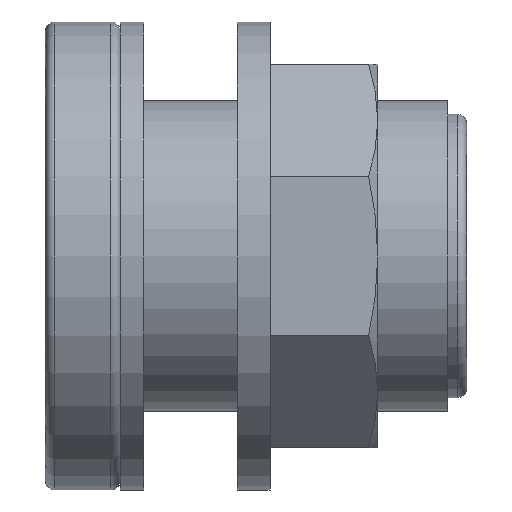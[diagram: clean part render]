
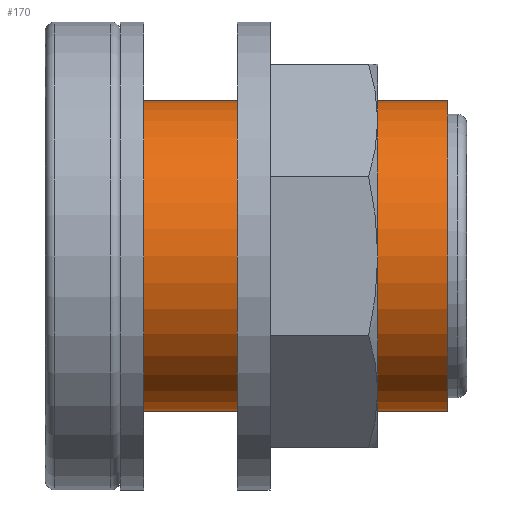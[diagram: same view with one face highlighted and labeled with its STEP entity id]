
A CAD part, left-side view. The second image highlights one B-rep face of the part: STEP entity #170.
In plain terms, the highlighted cylindrical face has radius 16.625 mm (diameter 33.249 mm), a partial arc.
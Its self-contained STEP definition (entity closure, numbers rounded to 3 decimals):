
#82 = VERTEX_POINT ( 'NONE', #974 ) ;
#83 = VERTEX_POINT ( 'NONE', #973 ) ;
#85 = EDGE_CURVE ( 'NONE', #83, #654, #972, .T. ) ;
#142 = EDGE_CURVE ( 'NONE', #82, #657, #1118, .T. ) ;
#149 = ORIENTED_EDGE ( 'NONE', *, *, #142, .T. ) ;
#150 = ORIENTED_EDGE ( 'NONE', *, *, #656, .T. ) ;
#170 = ADVANCED_FACE ( 'NONE', ( #1226 ), #1271, .T. ) ;
#171 = EDGE_LOOP ( 'NONE', ( #172, #173, #149, #150 ) ) ;
#172 = ORIENTED_EDGE ( 'NONE', *, *, #85, .F. ) ;
#173 = ORIENTED_EDGE ( 'NONE', *, *, #174, .T. ) ;
#174 = EDGE_CURVE ( 'NONE', #83, #82, #1272, .T. ) ;
#654 = VERTEX_POINT ( 'NONE', #2853 ) ;
#656 = EDGE_CURVE ( 'NONE', #657, #654, #2852, .T. ) ;
#657 = VERTEX_POINT ( 'NONE', #2847 ) ;
#969 = DIRECTION ( 'NONE',  ( 0., 1., 0. ) ) ;
#970 = VECTOR ( 'NONE', #969, 1000. ) ;
#971 = CARTESIAN_POINT ( 'NONE',  ( 0., 0., -16.625 ) ) ;
#972 = LINE ( 'NONE', #971, #970 ) ;
#973 = CARTESIAN_POINT ( 'NONE',  ( 0., 2., -16.625 ) ) ;
#974 = CARTESIAN_POINT ( 'NONE',  ( 0., 2., 16.625 ) ) ;
#1115 = DIRECTION ( 'NONE',  ( 0., 1., 0. ) ) ;
#1116 = VECTOR ( 'NONE', #1115, 1000. ) ;
#1117 = CARTESIAN_POINT ( 'NONE',  ( 0., 0., 16.625 ) ) ;
#1118 = LINE ( 'NONE', #1117, #1116 ) ;
#1226 = FACE_OUTER_BOUND ( 'NONE', #171, .T. ) ;
#1264 = DIRECTION ( 'NONE',  ( 0., 0., 1. ) ) ;
#1265 = DIRECTION ( 'NONE',  ( 0., 1., 0. ) ) ;
#1266 = CARTESIAN_POINT ( 'NONE',  ( 0., 2., 0. ) ) ;
#1267 = AXIS2_PLACEMENT_3D ( 'NONE', #1266, #1265, #1264 ) ;
#1268 = DIRECTION ( 'NONE',  ( 0., 0., 1. ) ) ;
#1269 = DIRECTION ( 'NONE',  ( 0., 1., 0. ) ) ;
#1270 = AXIS2_PLACEMENT_3D ( 'NONE', #1273, #1269, #1268 ) ;
#1271 = CYLINDRICAL_SURFACE ( 'NONE', #1270, 16.625 ) ;
#1272 = CIRCLE ( 'NONE', #1267, 16.625 ) ;
#1273 = CARTESIAN_POINT ( 'NONE',  ( 0., 0., 0. ) ) ;
#2847 = CARTESIAN_POINT ( 'NONE',  ( 0., 35., 16.625 ) ) ;
#2848 = DIRECTION ( 'NONE',  ( 0., 0., 1. ) ) ;
#2849 = DIRECTION ( 'NONE',  ( 0., -1., 0. ) ) ;
#2850 = CARTESIAN_POINT ( 'NONE',  ( 0., 35., 0. ) ) ;
#2851 = AXIS2_PLACEMENT_3D ( 'NONE', #2850, #2849, #2848 ) ;
#2852 = CIRCLE ( 'NONE', #2851, 16.625 ) ;
#2853 = CARTESIAN_POINT ( 'NONE',  ( 0., 35., -16.625 ) ) ;
